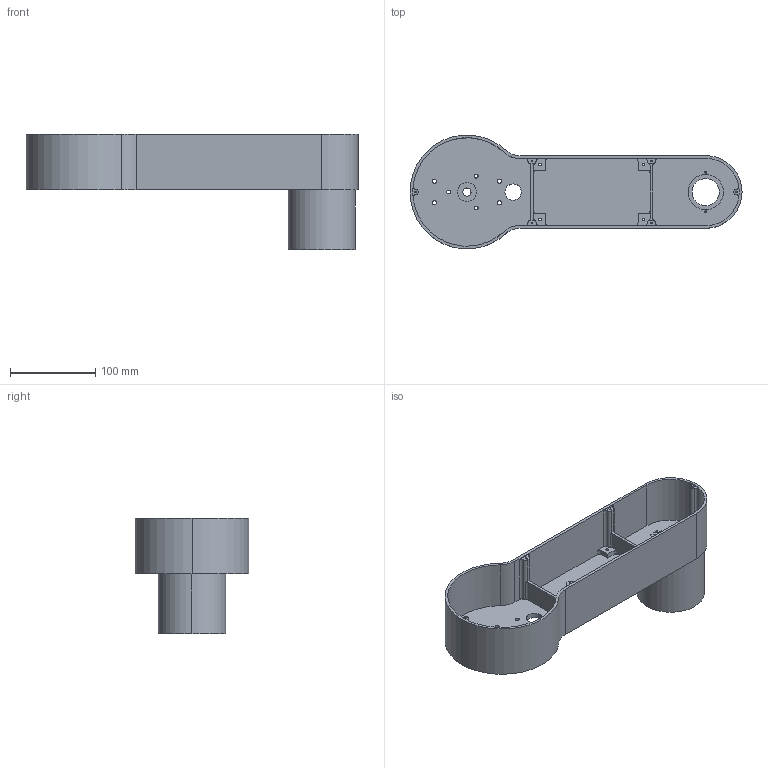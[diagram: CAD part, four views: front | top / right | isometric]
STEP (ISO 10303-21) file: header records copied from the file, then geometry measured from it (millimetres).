
FILE_DESCRIPTION (( 'STEP AP203' ), '1' );
FILE_NAME ('Motor Link Frame.STEP', '2014-12-18T20:05:20', ( '' ), ( '' ), 'SwSTEP 2.0', 'SolidWorks 2014', '' );
FILE_SCHEMA (( 'CONFIG_CONTROL_DESIGN' ));
Length unit declared in the file: inch
Products named in the file (1): Motor Link Frame
Bounding box: 388.62 x 132.92 x 134.94 mm (x, y, z)
Volume: 596395.3 mm3; surface area: 221210.9 mm2
Topology: 1 solids, 1 shells, 197 faces, 518 edges, 330 vertices
Faces by surface type: cylinder 124, plane 51, cone 22
Entity records: 6205 total; most frequent: DIRECTION 1164, CARTESIAN_POINT 1030, ORIENTED_EDGE 1004, EDGE_CURVE 502, AXIS2_PLACEMENT_3D 464, VERTEX_POINT 330, CIRCLE 266, EDGE_LOOP 248
